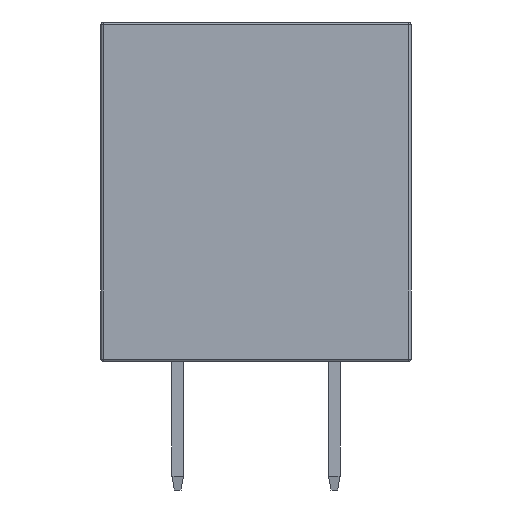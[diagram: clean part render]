
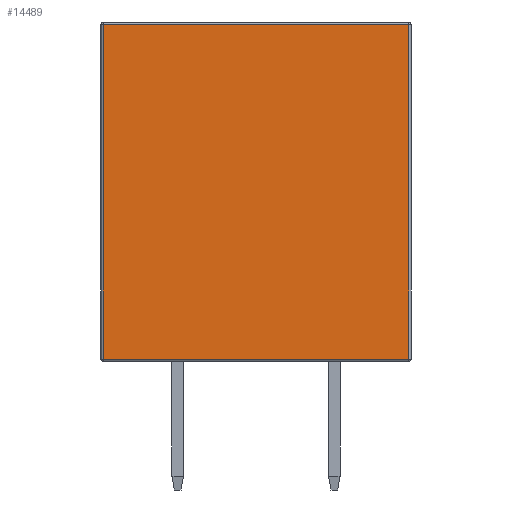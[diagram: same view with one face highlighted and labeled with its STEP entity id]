
A CAD part, left-side view. The second image highlights one B-rep face of the part: STEP entity #14489.
In plain terms, the highlighted planar face has unit normal (-1, 0, 0).
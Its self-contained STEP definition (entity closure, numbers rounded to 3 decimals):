
#411 = CARTESIAN_POINT ( 'NONE',  ( -9.905, 3.365, 0.05 ) ) ;
#489 = LINE ( 'NONE', #411, #496 ) ;
#496 = VECTOR ( 'NONE', #13917, 1000. ) ;
#499 = EDGE_LOOP ( 'NONE', ( #8873, #632, #17534, #9920 ) ) ;
#632 = ORIENTED_EDGE ( 'NONE', *, *, #7796, .T. ) ;
#2349 = CARTESIAN_POINT ( 'NONE',  ( -9.905, 3.315, 0.05 ) ) ;
#3966 = LINE ( 'NONE', #17825, #15779 ) ;
#4458 = VERTEX_POINT ( 'NONE', #15306 ) ;
#4465 = DIRECTION ( 'NONE',  ( 0., 1., 0. ) ) ;
#4551 = CARTESIAN_POINT ( 'NONE',  ( -9.905, 3.365, 7.37 ) ) ;
#5072 = CARTESIAN_POINT ( 'NONE',  ( -9.905, 3.365, 7.32 ) ) ;
#5197 = LINE ( 'NONE', #10778, #5227 ) ;
#5227 = VECTOR ( 'NONE', #10595, 1000. ) ;
#5649 = PLANE ( 'NONE',  #8904 ) ;
#5780 = VERTEX_POINT ( 'NONE', #14311 ) ;
#6058 = CARTESIAN_POINT ( 'NONE',  ( -9.905, 3.315, 7.32 ) ) ;
#6532 = VERTEX_POINT ( 'NONE', #2349 ) ;
#7796 = EDGE_CURVE ( 'NONE', #4458, #5780, #3966, .T. ) ;
#8873 = ORIENTED_EDGE ( 'NONE', *, *, #14442, .T. ) ;
#8904 = AXIS2_PLACEMENT_3D ( 'NONE', #4551, #11216, #4465 ) ;
#9822 = VERTEX_POINT ( 'NONE', #6058 ) ;
#9920 = ORIENTED_EDGE ( 'NONE', *, *, #11205, .T. ) ;
#10595 = DIRECTION ( 'NONE',  ( 0., 0., -1. ) ) ;
#10778 = CARTESIAN_POINT ( 'NONE',  ( -9.905, 3.315, 7.37 ) ) ;
#11205 = EDGE_CURVE ( 'NONE', #9822, #6532, #5197, .T. ) ;
#11216 = DIRECTION ( 'NONE',  ( 1., 0., 0. ) ) ;
#11588 = VECTOR ( 'NONE', #17572, 1000. ) ;
#13353 = LINE ( 'NONE', #5072, #11588 ) ;
#13917 = DIRECTION ( 'NONE',  ( 0., -1., 0. ) ) ;
#14311 = CARTESIAN_POINT ( 'NONE',  ( -9.905, -3.315, 7.32 ) ) ;
#14442 = EDGE_CURVE ( 'NONE', #6532, #4458, #489, .T. ) ;
#14489 = ADVANCED_FACE ( 'NONE', ( #15363 ), #5649, .F. ) ;
#15060 = DIRECTION ( 'NONE',  ( 0., 0., 1. ) ) ;
#15306 = CARTESIAN_POINT ( 'NONE',  ( -9.905, -3.315, 0.05 ) ) ;
#15363 = FACE_OUTER_BOUND ( 'NONE', #499, .T. ) ;
#15779 = VECTOR ( 'NONE', #15060, 1000. ) ;
#17037 = EDGE_CURVE ( 'NONE', #5780, #9822, #13353, .T. ) ;
#17534 = ORIENTED_EDGE ( 'NONE', *, *, #17037, .T. ) ;
#17572 = DIRECTION ( 'NONE',  ( 0., 1., 0. ) ) ;
#17825 = CARTESIAN_POINT ( 'NONE',  ( -9.905, -3.315, 7.37 ) ) ;
